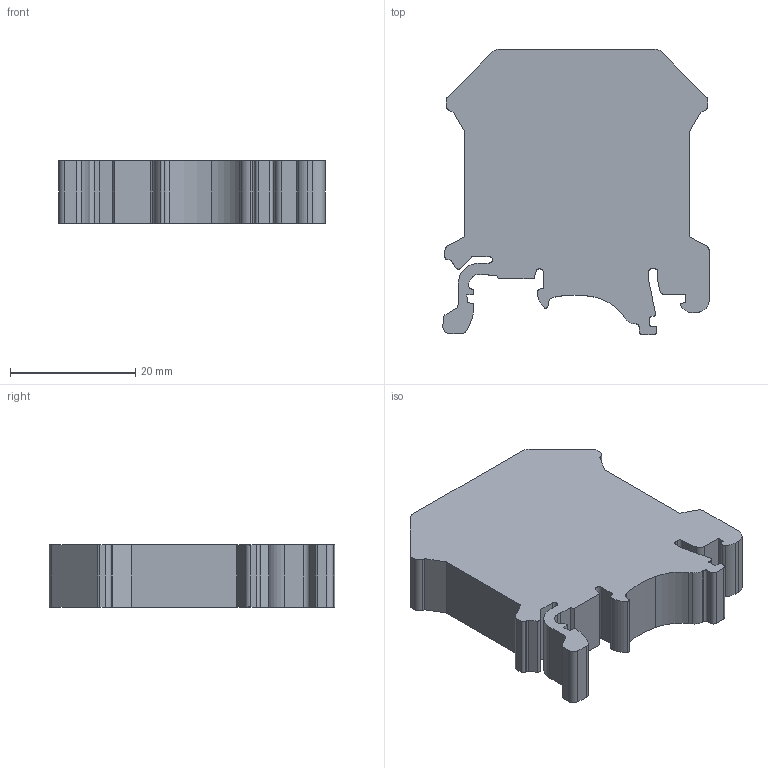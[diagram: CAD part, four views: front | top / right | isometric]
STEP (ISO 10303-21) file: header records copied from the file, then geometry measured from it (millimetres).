
FILE_DESCRIPTION(/* description */ (''),/* implementation_level */ '2;1');
FILE_NAME(/* name */ '310991.stp',/* time_stamp */ '2019-06-25T10:03:52+08:00',/* author */ (''),/* organization */ (''),/* preprocessor_version */ 'ST-DEVELOPER v16',/* originating_system */ 'SIEMENS PLM Software NX 10.0',/* authorisation */ '');
FILE_SCHEMA (('CONFIG_CONTROL_DESIGN'));
Length unit declared in the file: millimetre
Products named in the file (1): _model1
Bounding box: 42.53 x 45.65 x 10 mm (x, y, z)
Volume: 14729.4 mm3; surface area: 5201.1 mm2
Topology: 1 solids, 1 shells, 115 faces, 334 edges, 223 vertices
Faces by surface type: plane 59, cylinder 52, extrusion 4
Full cylindrical faces by diameter (mm): 5.6 x2
Entity records: 3978 total; most frequent: CARTESIAN_POINT 778, ORIENTED_EDGE 662, DIRECTION 655, EDGE_CURVE 331, VECTOR 223, VERTEX_POINT 222, LINE 219, AXIS2_PLACEMENT_3D 216
